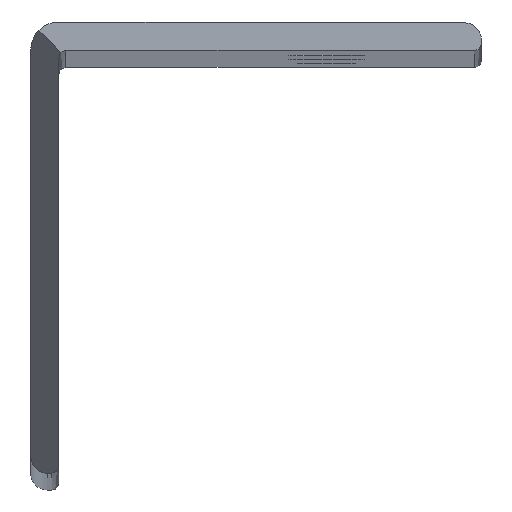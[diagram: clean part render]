
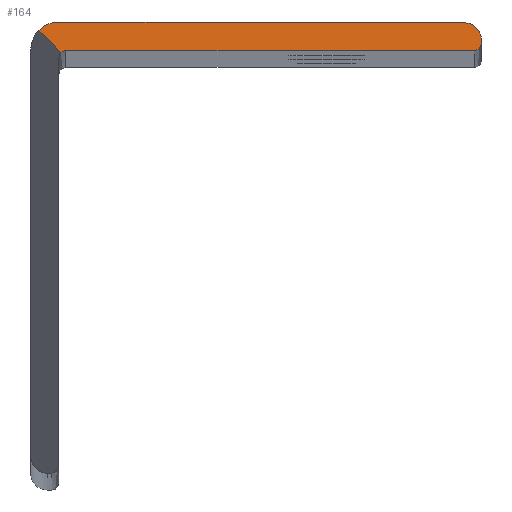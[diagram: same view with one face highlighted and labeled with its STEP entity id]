
A CAD part, top view. The second image highlights one B-rep face of the part: STEP entity #164.
In plain terms, the highlighted planar face has unit normal (0.707, 0, 0.707).
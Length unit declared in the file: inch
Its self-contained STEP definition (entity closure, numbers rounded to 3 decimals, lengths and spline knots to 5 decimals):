
#25 = AXIS2_PLACEMENT_3D ( 'NONE', #1025, #837, #1042 ) ;
#33 = CARTESIAN_POINT ( 'NONE',  ( 0.5, -0.03704, 21.07234 ) ) ;
#42 = VERTEX_POINT ( 'NONE', #33 ) ;
#159 = LINE ( 'NONE', #362, #1101 ) ;
#162 = VERTEX_POINT ( 'NONE', #1143 ) ;
#164 = ADVANCED_FACE ( 'NONE', ( #832 ), #1127, .F. ) ;
#166 =( BOUNDED_CURVE ( )  B_SPLINE_CURVE ( 3, ( #267, #1145, #1011, #757 ),
 .UNSPECIFIED., .F., .F. ) 
 B_SPLINE_CURVE_WITH_KNOTS ( ( 4, 4 ),
 ( 1.5708, 2.35619 ),
 .UNSPECIFIED. ) 
 CURVE ( )  GEOMETRIC_REPRESENTATION_ITEM ( )  RATIONAL_B_SPLINE_CURVE ( ( 1., 0.949, 0.949, 1. ) ) 
 REPRESENTATION_ITEM ( '' )  );
#167 = DIRECTION ( 'NONE',  ( 0.577, -0.577, -0.577 ) ) ;
#191 = CARTESIAN_POINT ( 'NONE',  ( 0.5, -0.03704, 21.07234 ) ) ;
#205 = EDGE_CURVE ( 'NONE', #328, #42, #380, .T. ) ;
#207 = LINE ( 'NONE', #793, #623 ) ;
#228 = CARTESIAN_POINT ( 'NONE',  ( -0.4375, 0., 22.00984 ) ) ;
#243 = DIRECTION ( 'NONE',  ( -0.707, 0., 0.707 ) ) ;
#267 = CARTESIAN_POINT ( 'NONE',  ( -0.42212, -0.0625, 21.99446 ) ) ;
#290 = EDGE_CURVE ( 'NONE', #1088, #966, #957, .T. ) ;
#311 = CARTESIAN_POINT ( 'NONE',  ( 0.5, -1., 21.07234 ) ) ;
#318 = CARTESIAN_POINT ( 'NONE',  ( 0.48462, -0.0625, 21.08773 ) ) ;
#328 = VERTEX_POINT ( 'NONE', #1070 ) ;
#346 = EDGE_CURVE ( 'NONE', #328, #381, #207, .T. ) ;
#362 = CARTESIAN_POINT ( 'NONE',  ( -0.46106, -0.0625, 22.0334 ) ) ;
#380 =( BOUNDED_CURVE ( )  B_SPLINE_CURVE ( 3, ( #393, #662, #1147, #191 ),
 .UNSPECIFIED., .F., .F. ) 
 B_SPLINE_CURVE_WITH_KNOTS ( ( 4, 4 ),
 ( 4.71239, 6.28319 ),
 .UNSPECIFIED. ) 
 CURVE ( )  GEOMETRIC_REPRESENTATION_ITEM ( )  RATIONAL_B_SPLINE_CURVE ( ( 1., 0.805, 0.805, 1. ) ) 
 REPRESENTATION_ITEM ( '' )  );
#381 = VERTEX_POINT ( 'NONE', #1093 ) ;
#393 = CARTESIAN_POINT ( 'NONE',  ( 0.46296, 0., 21.10938 ) ) ;
#394 = VERTEX_POINT ( 'NONE', #821 ) ;
#398 = CARTESIAN_POINT ( 'NONE',  ( 0.49363, -0.0625, 21.07872 ) ) ;
#482 = VECTOR ( 'NONE', #700, 39.37008 ) ;
#525 =( BOUNDED_CURVE ( )  B_SPLINE_CURVE ( 3, ( #1076, #1192, #588, #228 ),
 .UNSPECIFIED., .F., .F. ) 
 B_SPLINE_CURVE_WITH_KNOTS ( ( 4, 4 ),
 ( 3.92699, 4.71239 ),
 .UNSPECIFIED. ) 
 CURVE ( )  GEOMETRIC_REPRESENTATION_ITEM ( )  RATIONAL_B_SPLINE_CURVE ( ( 1., 0.949, 0.949, 1. ) ) 
 REPRESENTATION_ITEM ( '' )  );
#588 = CARTESIAN_POINT ( 'NONE',  ( -0.4543, 0., 22.02664 ) ) ;
#610 = CARTESIAN_POINT ( 'NONE',  ( 0.5, -0.05613, 21.07234 ) ) ;
#623 = VECTOR ( 'NONE', #694, 39.37008 ) ;
#636 =( BOUNDED_CURVE ( )  B_SPLINE_CURVE ( 3, ( #807, #610, #398, #318 ),
 .UNSPECIFIED., .F., .F. ) 
 B_SPLINE_CURVE_WITH_KNOTS ( ( 4, 4 ),
 ( 0., 1.5708 ),
 .UNSPECIFIED. ) 
 CURVE ( )  GEOMETRIC_REPRESENTATION_ITEM ( )  RATIONAL_B_SPLINE_CURVE ( ( 1., 0.805, 0.805, 1. ) ) 
 REPRESENTATION_ITEM ( '' )  );
#662 = CARTESIAN_POINT ( 'NONE',  ( 0.48466, 0., 21.08768 ) ) ;
#679 = VERTEX_POINT ( 'NONE', #879 ) ;
#694 = DIRECTION ( 'NONE',  ( -0.707, 0., 0.707 ) ) ;
#700 = DIRECTION ( 'NONE',  ( 0., 1., 0. ) ) ;
#757 = CARTESIAN_POINT ( 'NONE',  ( -0.43299, -0.06701, 22.00534 ) ) ;
#785 = EDGE_LOOP ( 'NONE', ( #861, #842, #1082, #862, #946, #1173, #1162, #796 ) ) ;
#793 = CARTESIAN_POINT ( 'NONE',  ( 0.5, 0., 21.07234 ) ) ;
#796 = ORIENTED_EDGE ( 'NONE', *, *, #346, .T. ) ;
#799 = LINE ( 'NONE', #311, #482 ) ;
#807 = CARTESIAN_POINT ( 'NONE',  ( 0.5, -0.04712, 21.07234 ) ) ;
#813 = EDGE_CURVE ( 'NONE', #1088, #381, #525, .T. ) ;
#821 = CARTESIAN_POINT ( 'NONE',  ( -0.42212, -0.0625, 21.99446 ) ) ;
#832 = FACE_OUTER_BOUND ( 'NONE', #785, .T. ) ;
#837 = DIRECTION ( 'NONE',  ( -0.707, 0., -0.707 ) ) ;
#842 = ORIENTED_EDGE ( 'NONE', *, *, #290, .T. ) ;
#859 = CARTESIAN_POINT ( 'NONE',  ( 0.5, -1., 21.07234 ) ) ;
#861 = ORIENTED_EDGE ( 'NONE', *, *, #813, .F. ) ;
#862 = ORIENTED_EDGE ( 'NONE', *, *, #980, .F. ) ;
#869 = VECTOR ( 'NONE', #167, 39.37008 ) ;
#879 = CARTESIAN_POINT ( 'NONE',  ( 0.48462, -0.0625, 21.08773 ) ) ;
#885 = EDGE_CURVE ( 'NONE', #162, #679, #636, .T. ) ;
#911 = EDGE_CURVE ( 'NONE', #162, #42, #799, .T. ) ;
#946 = ORIENTED_EDGE ( 'NONE', *, *, #885, .F. ) ;
#957 = LINE ( 'NONE', #859, #869 ) ;
#966 = VERTEX_POINT ( 'NONE', #1228 ) ;
#979 = EDGE_CURVE ( 'NONE', #394, #966, #166, .T. ) ;
#980 = EDGE_CURVE ( 'NONE', #679, #394, #159, .T. ) ;
#1011 = CARTESIAN_POINT ( 'NONE',  ( -0.43007, -0.06408, 22.00241 ) ) ;
#1025 = CARTESIAN_POINT ( 'NONE',  ( 0.5, -1., 21.07234 ) ) ;
#1042 = DIRECTION ( 'NONE',  ( -0.707, 0., 0.707 ) ) ;
#1070 = CARTESIAN_POINT ( 'NONE',  ( 0.46296, 0., 21.10938 ) ) ;
#1076 = CARTESIAN_POINT ( 'NONE',  ( -0.48169, -0.01831, 22.05404 ) ) ;
#1082 = ORIENTED_EDGE ( 'NONE', *, *, #979, .F. ) ;
#1088 = VERTEX_POINT ( 'NONE', #1150 ) ;
#1093 = CARTESIAN_POINT ( 'NONE',  ( -0.4375, 0., 22.00984 ) ) ;
#1101 = VECTOR ( 'NONE', #243, 39.37008 ) ;
#1127 = PLANE ( 'NONE',  #25 ) ;
#1143 = CARTESIAN_POINT ( 'NONE',  ( 0.5, -0.04712, 21.07234 ) ) ;
#1145 = CARTESIAN_POINT ( 'NONE',  ( -0.42625, -0.0625, 21.99859 ) ) ;
#1147 = CARTESIAN_POINT ( 'NONE',  ( 0.5, -0.01534, 21.07234 ) ) ;
#1150 = CARTESIAN_POINT ( 'NONE',  ( -0.48169, -0.01831, 22.05404 ) ) ;
#1162 = ORIENTED_EDGE ( 'NONE', *, *, #205, .F. ) ;
#1173 = ORIENTED_EDGE ( 'NONE', *, *, #911, .T. ) ;
#1192 = CARTESIAN_POINT ( 'NONE',  ( -0.46982, -0.00643, 22.04216 ) ) ;
#1228 = CARTESIAN_POINT ( 'NONE',  ( -0.43299, -0.06701, 22.00534 ) ) ;
